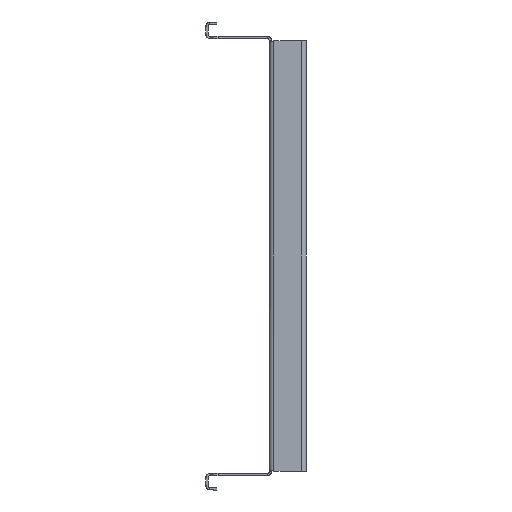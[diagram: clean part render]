
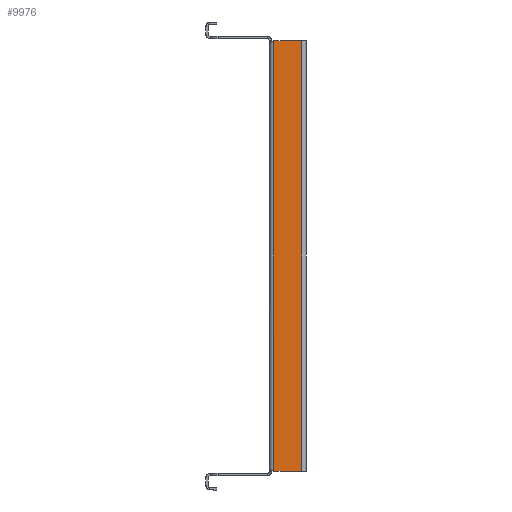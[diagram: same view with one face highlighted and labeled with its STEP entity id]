
A CAD part, left-side view. The second image highlights one B-rep face of the part: STEP entity #9976.
In plain terms, the highlighted planar face has unit normal (-1, 0, 0).
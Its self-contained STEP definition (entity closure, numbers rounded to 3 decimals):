
#485 = EDGE_CURVE ( 'NONE', #3421, #11000, #7441, .T. ) ;
#506 = VECTOR ( 'NONE', #5834, 1000. ) ;
#567 = ORIENTED_EDGE ( 'NONE', *, *, #485, .T. ) ;
#1791 = CARTESIAN_POINT ( 'NONE',  ( -230., 0., -193. ) ) ;
#1911 = VERTEX_POINT ( 'NONE', #2764 ) ;
#2006 = DIRECTION ( 'NONE',  ( -1., 0., 0. ) ) ;
#2764 = CARTESIAN_POINT ( 'NONE',  ( -230., -4., -193. ) ) ;
#2852 = EDGE_CURVE ( 'NONE', #1911, #4069, #8830, .T. ) ;
#2894 = EDGE_LOOP ( 'NONE', ( #6906, #5715, #567, #9814 ) ) ;
#2954 = LINE ( 'NONE', #4647, #5794 ) ;
#3421 = VERTEX_POINT ( 'NONE', #10459 ) ;
#3500 = AXIS2_PLACEMENT_3D ( 'NONE', #10912, #2006, #7438 ) ;
#3833 = DIRECTION ( 'NONE',  ( 0., 0., -1. ) ) ;
#4069 = VERTEX_POINT ( 'NONE', #5064 ) ;
#4549 = PLANE ( 'NONE',  #3500 ) ;
#4647 = CARTESIAN_POINT ( 'NONE',  ( -230., -4., 0. ) ) ;
#4766 = DIRECTION ( 'NONE',  ( 0., 1., 0. ) ) ;
#4858 = VECTOR ( 'NONE', #5392, 1000. ) ;
#5064 = CARTESIAN_POINT ( 'NONE',  ( -230., -29., -193. ) ) ;
#5269 = FACE_OUTER_BOUND ( 'NONE', #2894, .T. ) ;
#5392 = DIRECTION ( 'NONE',  ( 0., -1., 0. ) ) ;
#5715 = ORIENTED_EDGE ( 'NONE', *, *, #11714, .T. ) ;
#5774 = CARTESIAN_POINT ( 'NONE',  ( -230., -4., 193. ) ) ;
#5794 = VECTOR ( 'NONE', #3833, 1000. ) ;
#5834 = DIRECTION ( 'NONE',  ( 0., 0., 1. ) ) ;
#6021 = EDGE_CURVE ( 'NONE', #11000, #1911, #2954, .T. ) ;
#6906 = ORIENTED_EDGE ( 'NONE', *, *, #2852, .T. ) ;
#7362 = VECTOR ( 'NONE', #4766, 1000. ) ;
#7438 = DIRECTION ( 'NONE',  ( 0., -1., 0. ) ) ;
#7441 = LINE ( 'NONE', #11087, #7362 ) ;
#7563 = CARTESIAN_POINT ( 'NONE',  ( -230., -29., -193. ) ) ;
#7802 = LINE ( 'NONE', #7563, #506 ) ;
#8830 = LINE ( 'NONE', #1791, #4858 ) ;
#9814 = ORIENTED_EDGE ( 'NONE', *, *, #6021, .T. ) ;
#9976 = ADVANCED_FACE ( 'NONE', ( #5269 ), #4549, .T. ) ;
#10459 = CARTESIAN_POINT ( 'NONE',  ( -230., -29., 193. ) ) ;
#10912 = CARTESIAN_POINT ( 'NONE',  ( -230., 0., 0. ) ) ;
#11000 = VERTEX_POINT ( 'NONE', #5774 ) ;
#11087 = CARTESIAN_POINT ( 'NONE',  ( -230., 0., 193. ) ) ;
#11714 = EDGE_CURVE ( 'NONE', #4069, #3421, #7802, .T. ) ;
